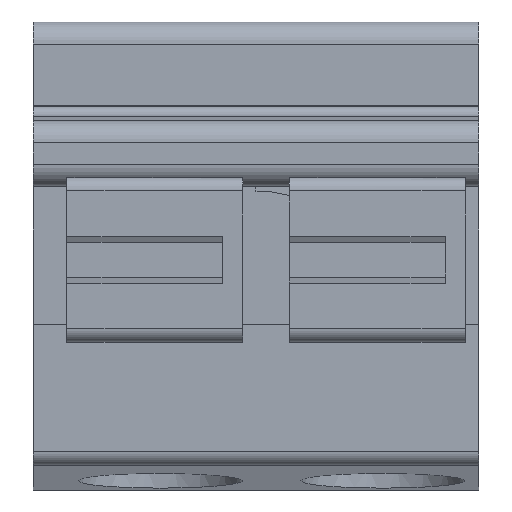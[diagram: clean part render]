
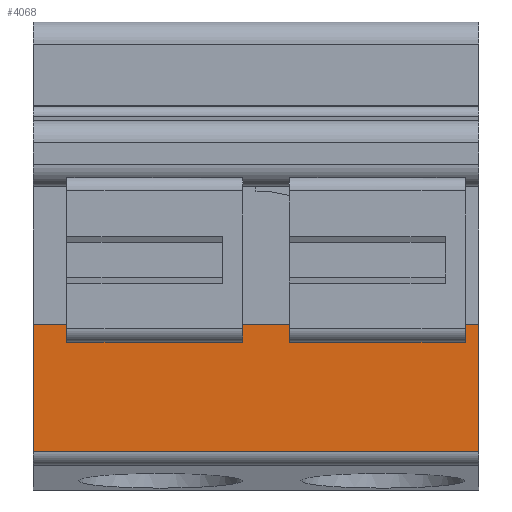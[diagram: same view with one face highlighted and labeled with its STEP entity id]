
A CAD part, top view. The second image highlights one B-rep face of the part: STEP entity #4068.
In plain terms, the highlighted planar face has unit normal (0, 0, 1).
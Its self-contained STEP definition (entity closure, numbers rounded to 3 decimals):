
#340=FACE_OUTER_BOUND('',#553,.T.);
#553=EDGE_LOOP('',(#2778,#2779,#2780,#2781));
#776=LINE('',#5872,#1193);
#848=LINE('',#6655,#1265);
#850=LINE('',#6661,#1267);
#852=LINE('',#6664,#1269);
#1193=VECTOR('',#4731,1.);
#1265=VECTOR('',#4907,1.);
#1267=VECTOR('',#4913,1.);
#1269=VECTOR('',#4917,1.);
#1610=VERTEX_POINT('',#5869);
#1611=VERTEX_POINT('',#5871);
#1688=VERTEX_POINT('',#6654);
#1690=VERTEX_POINT('',#6660);
#1999=EDGE_CURVE('',#1610,#1611,#776,.T.);
#2107=EDGE_CURVE('',#1610,#1688,#848,.T.);
#2110=EDGE_CURVE('',#1611,#1690,#850,.T.);
#2112=EDGE_CURVE('',#1688,#1690,#852,.T.);
#2778=ORIENTED_EDGE('',*,*,#2110,.F.);
#2779=ORIENTED_EDGE('',*,*,#1999,.F.);
#2780=ORIENTED_EDGE('',*,*,#2107,.T.);
#2781=ORIENTED_EDGE('',*,*,#2112,.T.);
#3702=PLANE('',#4370);
#4068=ADVANCED_FACE('',(#340),#3702,.T.);
#4370=AXIS2_PLACEMENT_3D('',#6663,#4915,#4916);
#4731=DIRECTION('',(-1.,0.,0.));
#4907=DIRECTION('',(0.,1.,0.));
#4913=DIRECTION('',(0.,1.,0.));
#4915=DIRECTION('center_axis',(0.,0.,
1.));
#4916=DIRECTION('ref_axis',(0.,1.,0.));
#4917=DIRECTION('',(-1.,0.,0.));
#5869=CARTESIAN_POINT('',(33.732,26.581,17.225));
#5871=CARTESIAN_POINT('',(30.876,26.581,17.225));
#5872=CARTESIAN_POINT('',(29.176,26.581,17.225));
#6654=CARTESIAN_POINT('',(33.732,36.581,17.225));
#6655=CARTESIAN_POINT('',(33.732,33.438,17.225));
#6660=CARTESIAN_POINT('',(30.876,36.581,17.225));
#6661=CARTESIAN_POINT('',(30.876,33.438,17.225));
#6663=CARTESIAN_POINT('Origin',(33.876,29.081,17.225));
#6664=CARTESIAN_POINT('',(29.176,36.581,17.225));
